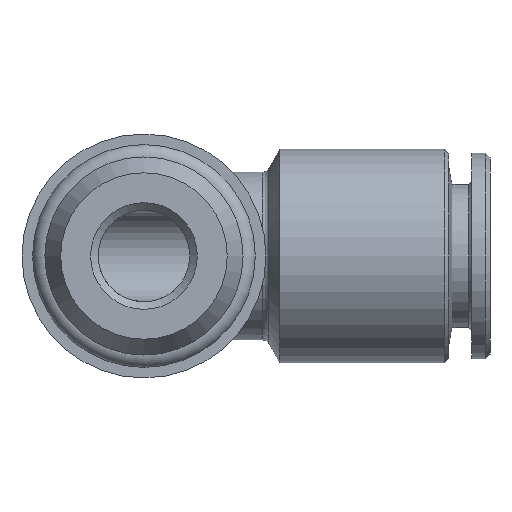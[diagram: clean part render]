
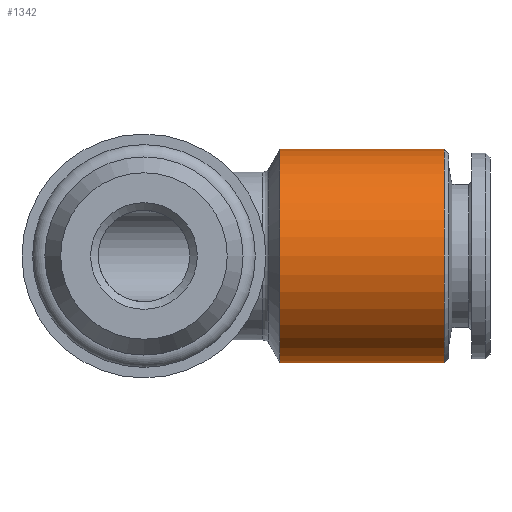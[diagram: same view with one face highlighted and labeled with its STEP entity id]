
A CAD part, front view. The second image highlights one B-rep face of the part: STEP entity #1342.
In plain terms, the highlighted cylindrical face has radius 7 mm (diameter 14 mm), a full revolution.
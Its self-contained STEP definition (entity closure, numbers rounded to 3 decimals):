
#78=CYLINDRICAL_SURFACE('',#1463,7.);
#317=ORIENTED_EDGE('',*,*,#462,.T.);
#318=ORIENTED_EDGE('',*,*,#461,.T.);
#461=EDGE_CURVE('',#544,#544,#601,.T.);
#462=EDGE_CURVE('',#545,#545,#602,.T.);
#544=VERTEX_POINT('',#2560);
#545=VERTEX_POINT('',#2563);
#601=CIRCLE('',#1462,7.);
#602=CIRCLE('',#1464,7.);
#689=EDGE_LOOP('',(#317));
#690=EDGE_LOOP('',(#318));
#786=FACE_BOUND('',#689,.T.);
#787=FACE_BOUND('',#690,.T.);
#1342=ADVANCED_FACE('',(#786,#787),#78,.T.);
#1462=AXIS2_PLACEMENT_3D('',#2559,#1712,#1713);
#1463=AXIS2_PLACEMENT_3D('',#2561,#1714,#1715);
#1464=AXIS2_PLACEMENT_3D('',#2562,#1716,#1717);
#1712=DIRECTION('',(-1.,0.,0.));
#1713=DIRECTION('',(0.,0.,1.));
#1714=DIRECTION('',(-1.,0.,0.));
#1715=DIRECTION('',(0.,0.,1.));
#1716=DIRECTION('',(1.,0.,0.));
#1717=DIRECTION('',(0.,0.,-1.));
#2559=CARTESIAN_POINT('',(19.7,0.,0.));
#2560=CARTESIAN_POINT('',(19.7,0.,7.));
#2561=CARTESIAN_POINT('',(0.,0.,0.));
#2562=CARTESIAN_POINT('',(8.923,0.,0.));
#2563=CARTESIAN_POINT('',(8.923,0.,-7.));
